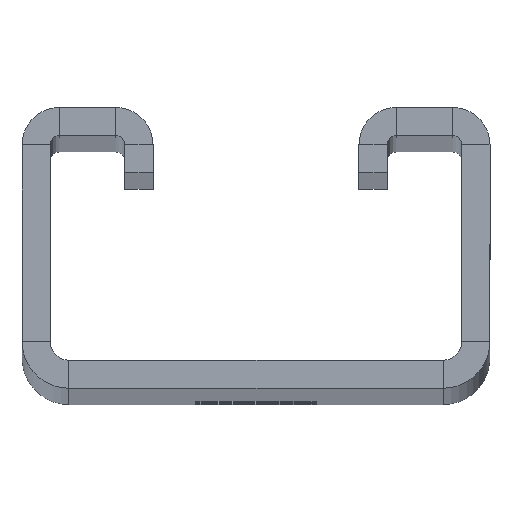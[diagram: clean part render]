
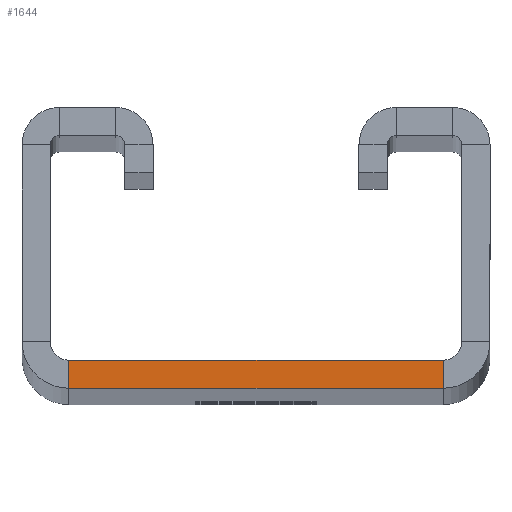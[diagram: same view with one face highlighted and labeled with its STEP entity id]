
A CAD part, top view. The second image highlights one B-rep face of the part: STEP entity #1644.
In plain terms, the highlighted planar face has unit normal (0, 0, 1).
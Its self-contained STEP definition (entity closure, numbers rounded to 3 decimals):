
#66 = DIRECTION ( 'NONE',  ( -1., 0., 0. ) ) ;
#194 = CARTESIAN_POINT ( 'NONE',  ( 20., -27., 1000. ) ) ;
#294 = DIRECTION ( 'NONE',  ( 0., -1., 0. ) ) ;
#360 = ORIENTED_EDGE ( 'NONE', *, *, #386, .T. ) ;
#386 = EDGE_CURVE ( 'NONE', #821, #1285, #1507, .T. ) ;
#413 = CARTESIAN_POINT ( 'NONE',  ( 20., -30., 1000. ) ) ;
#515 = VECTOR ( 'NONE', #1497, 1000. ) ;
#532 = VERTEX_POINT ( 'NONE', #1074 ) ;
#562 = FACE_OUTER_BOUND ( 'NONE', #1494, .T. ) ;
#581 = VECTOR ( 'NONE', #294, 1000. ) ;
#593 = PLANE ( 'NONE',  #1150 ) ;
#725 = EDGE_CURVE ( 'NONE', #532, #1643, #1175, .T. ) ;
#758 = LINE ( 'NONE', #1394, #581 ) ;
#821 = VERTEX_POINT ( 'NONE', #194 ) ;
#858 = VECTOR ( 'NONE', #66, 1000. ) ;
#869 = ORIENTED_EDGE ( 'NONE', *, *, #1673, .T. ) ;
#904 = DIRECTION ( 'NONE',  ( 1., 0., 0. ) ) ;
#985 = CARTESIAN_POINT ( 'NONE',  ( -25., -27., 1000. ) ) ;
#1067 = CARTESIAN_POINT ( 'NONE',  ( -20., -30., 1000. ) ) ;
#1074 = CARTESIAN_POINT ( 'NONE',  ( 20., -30., 1000. ) ) ;
#1150 = AXIS2_PLACEMENT_3D ( 'NONE', #1399, #1209, #904 ) ;
#1175 = LINE ( 'NONE', #1330, #858 ) ;
#1209 = DIRECTION ( 'NONE',  ( 0., 0., 1. ) ) ;
#1285 = VERTEX_POINT ( 'NONE', #1534 ) ;
#1297 = EDGE_CURVE ( 'NONE', #1285, #1643, #758, .T. ) ;
#1330 = CARTESIAN_POINT ( 'NONE',  ( -25., -30., 1000. ) ) ;
#1392 = LINE ( 'NONE', #413, #1525 ) ;
#1394 = CARTESIAN_POINT ( 'NONE',  ( -20., -27., 1000. ) ) ;
#1399 = CARTESIAN_POINT ( 'NONE',  ( 22., -25., 1000. ) ) ;
#1494 = EDGE_LOOP ( 'NONE', ( #1861, #869, #360, #1912 ) ) ;
#1497 = DIRECTION ( 'NONE',  ( -1., 0., 0. ) ) ;
#1507 = LINE ( 'NONE', #985, #515 ) ;
#1525 = VECTOR ( 'NONE', #2027, 1000. ) ;
#1534 = CARTESIAN_POINT ( 'NONE',  ( -20., -27., 1000. ) ) ;
#1643 = VERTEX_POINT ( 'NONE', #1067 ) ;
#1644 = ADVANCED_FACE ( 'NONE', ( #562 ), #593, .T. ) ;
#1673 = EDGE_CURVE ( 'NONE', #532, #821, #1392, .T. ) ;
#1861 = ORIENTED_EDGE ( 'NONE', *, *, #725, .F. ) ;
#1912 = ORIENTED_EDGE ( 'NONE', *, *, #1297, .T. ) ;
#2027 = DIRECTION ( 'NONE',  ( 0., 1., 0. ) ) ;
